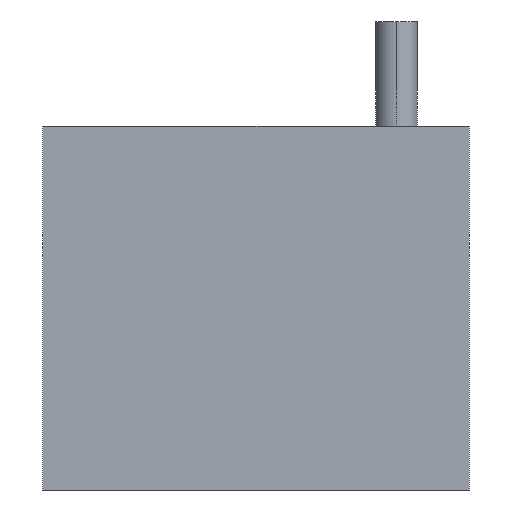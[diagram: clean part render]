
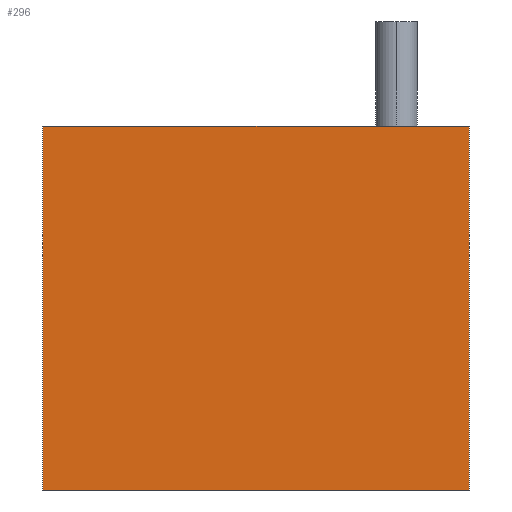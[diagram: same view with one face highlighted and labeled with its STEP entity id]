
A CAD part, left-side view. The second image highlights one B-rep face of the part: STEP entity #296.
In plain terms, the highlighted planar face has unit normal (-1, 0, 0).
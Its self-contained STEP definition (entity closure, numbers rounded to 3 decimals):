
#18=DIRECTION('',(0.,-1.,0.));
#19=VECTOR('',#18,41.);
#20=CARTESIAN_POINT('',(-55.,41.,17.5));
#21=LINE('',#20,#19);
#26=DIRECTION('',(0.,0.,-1.));
#27=VECTOR('',#26,35.);
#28=CARTESIAN_POINT('',(-55.,0.,17.5));
#29=LINE('',#28,#27);
#33=DIRECTION('',(0.,1.,0.));
#34=VECTOR('',#33,41.);
#35=CARTESIAN_POINT('',(-55.,0.,-17.5));
#36=LINE('',#35,#34);
#40=DIRECTION('',(0.,0.,1.));
#41=VECTOR('',#40,35.);
#42=CARTESIAN_POINT('',(-55.,41.,-17.5));
#43=LINE('',#42,#41);
#241=CARTESIAN_POINT('',(-55.,41.,17.5));
#242=CARTESIAN_POINT('',(-55.,0.,17.5));
#243=VERTEX_POINT('',#241);
#244=VERTEX_POINT('',#242);
#245=CARTESIAN_POINT('',(-55.,0.,-17.5));
#246=VERTEX_POINT('',#245);
#247=CARTESIAN_POINT('',(-55.,41.,-17.5));
#248=VERTEX_POINT('',#247);
#281=CARTESIAN_POINT('',(-55.,0.,0.));
#282=DIRECTION('',(1.,0.,0.));
#283=DIRECTION('',(0.,0.,-1.));
#284=AXIS2_PLACEMENT_3D('',#281,#282,#283);
#285=PLANE('',#284);
#287=ORIENTED_EDGE('',*,*,#286,.T.);
#289=ORIENTED_EDGE('',*,*,#288,.T.);
#291=ORIENTED_EDGE('',*,*,#290,.T.);
#293=ORIENTED_EDGE('',*,*,#292,.T.);
#294=EDGE_LOOP('',(#287,#289,#291,#293));
#295=FACE_OUTER_BOUND('',#294,.F.);
#296=ADVANCED_FACE('',(#295),#285,.F.);
#286=EDGE_CURVE('',#243,#244,#21,.T.);
#288=EDGE_CURVE('',#244,#246,#29,.T.);
#290=EDGE_CURVE('',#246,#248,#36,.T.);
#292=EDGE_CURVE('',#248,#243,#43,.T.);
